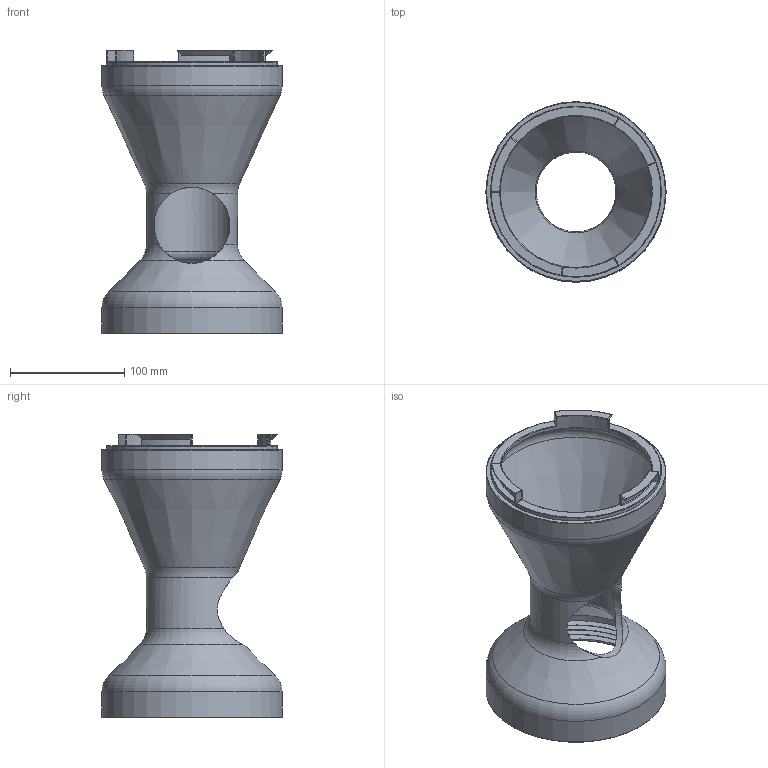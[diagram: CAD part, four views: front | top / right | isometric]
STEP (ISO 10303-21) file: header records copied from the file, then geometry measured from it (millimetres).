
FILE_DESCRIPTION(/* description */ (''),/* implementation_level */ '2;1');
FILE_NAME(/* name */ 'ex-vent v20 body.step',/* time_stamp */ '2024-01-23T13:37:26-08:00',/* author */ (''),/* organization */ (''),/* preprocessor_version */ 'ST-DEVELOPER v20',/* originating_system */ 'Autodesk Translation Framework v12.14.0.127',/* authorisation */ '');
FILE_SCHEMA (('AUTOMOTIVE_DESIGN { 1 0 10303 214 3 1 1 }'));
Length unit declared in the file: millimetre
Products named in the file (1): ex-vent
Bounding box: 158 x 158 x 248.5 mm (x, y, z)
Volume: 561854.1 mm3; surface area: 198610.9 mm2
Topology: 1 solids, 1 shells, 121 faces, 305 edges, 184 vertices
Faces by surface type: cylinder 38, torus 29, plane 25, bspline 12, sphere 9, cone 8
Full cylindrical faces by diameter (mm): 66.6 x1, 70 x1, 133 x1, 150 x1, 151 x3, 158 x2
Entity records: 5116 total; most frequent: CARTESIAN_POINT 2249, ORIENTED_EDGE 610, DIRECTION 600, EDGE_CURVE 305, AXIS2_PLACEMENT_3D 256, VERTEX_POINT 184, CIRCLE 140, EDGE_LOOP 123
